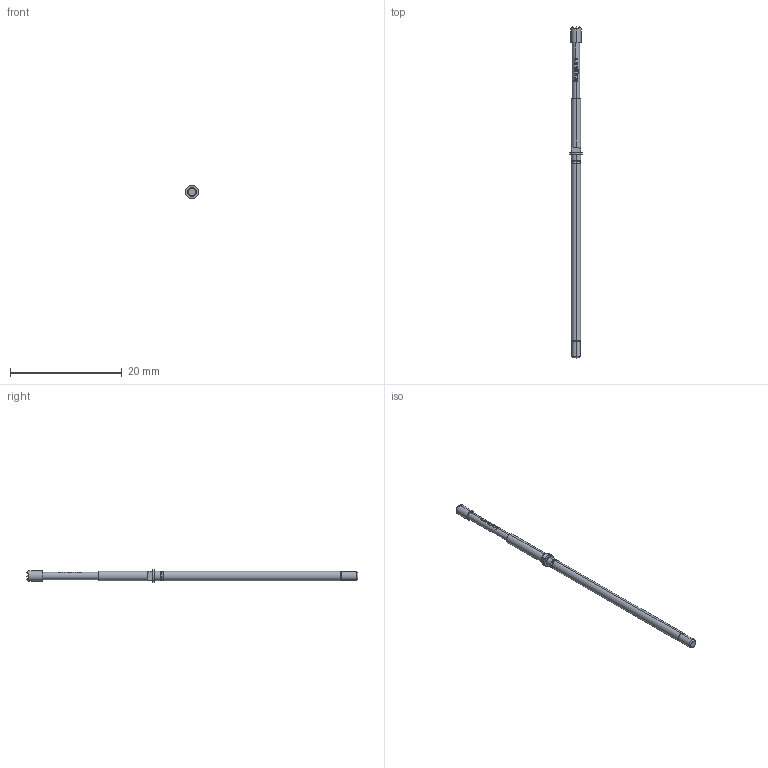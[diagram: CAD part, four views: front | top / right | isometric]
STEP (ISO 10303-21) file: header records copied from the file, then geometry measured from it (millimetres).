
FILE_DESCRIPTION (( 'STEP AP203' ), '1' );
FILE_NAME ('INGUN_GKS-204_206_180_R_xx10_M.STEP', '2022-01-27T08:19:36', ( 'ochi' ), ( '' ), 'SwSTEP 2.0', 'SolidWorks 2018', '' );
FILE_SCHEMA (( 'CONFIG_CONTROL_DESIGN' ));
Length unit declared in the file: millimetre
Products named in the file (1): INGUN_GKS-204_206_180_R_xx10_M
Bounding box: 2.3 x 59.5 x 2.3 mm (x, y, z)
Volume: 121.6 mm3; surface area: 312.6 mm2
Topology: 1 solids, 1 shells, 155 faces, 400 edges, 251 vertices
Faces by surface type: plane 88, cylinder 33, bspline 22, torus 6, cone 6
Entity records: 5739 total; most frequent: CARTESIAN_POINT 2481, ORIENTED_EDGE 800, DIRECTION 454, EDGE_CURVE 400, VERTEX_POINT 251, B_SPLINE_CURVE_WITH_KNOTS 230, AXIS2_PLACEMENT_3D 180, EDGE_LOOP 159
